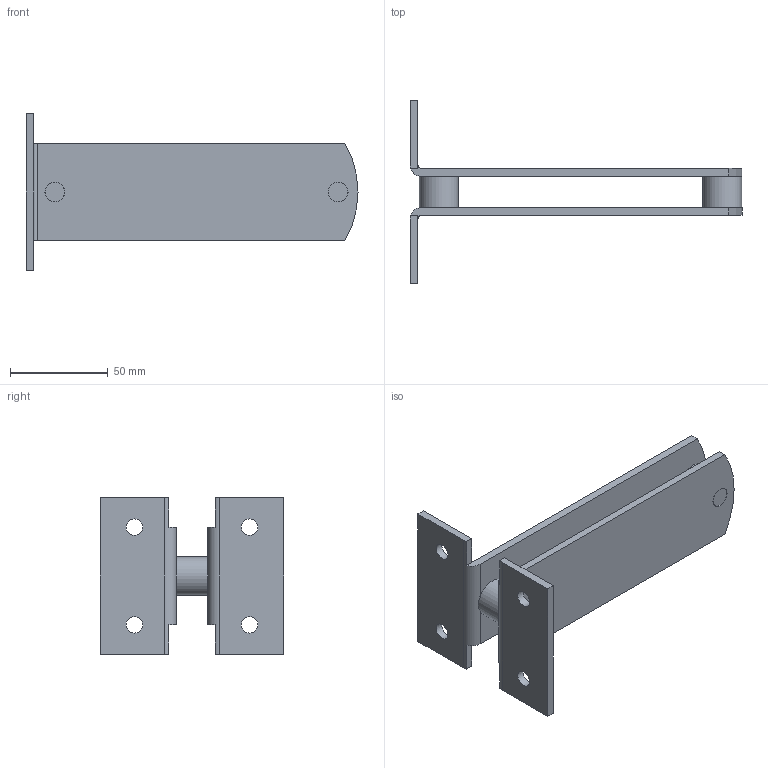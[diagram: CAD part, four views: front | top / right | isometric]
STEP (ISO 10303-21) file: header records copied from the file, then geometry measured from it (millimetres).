
FILE_DESCRIPTION(/* description */ (''),/* implementation_level */ '2;1');
FILE_NAME(/* name */ '6261.stp',/* time_stamp */ '2022-05-19T13:21:35+02:00',/* author */ ('Giuliano'),/* organization */ (''),/* preprocessor_version */ 'ST-DEVELOPER v18.1',/* originating_system */ 'Autodesk Inventor 2021',/* authorisation */ '');
FILE_SCHEMA (('AUTOMOTIVE_DESIGN { 1 0 10303 214 3 1 1 }'));
Length unit declared in the file: millimetre
Products named in the file (1): Pièce1
Bounding box: 170 x 94 x 80 mm (x, y, z)
Volume: 97901.3 mm3; surface area: 52445.9 mm2
Topology: 4 solids, 4 shells, 50 faces, 114 edges, 76 vertices
Faces by surface type: plane 30, cylinder 20
Full cylindrical faces by diameter (mm): 8.5 x4, 9.9 x4, 10.2 x4, 20 x2
Entity records: 1492 total; most frequent: DIRECTION 260, CARTESIAN_POINT 241, ORIENTED_EDGE 228, EDGE_CURVE 114, AXIS2_PLACEMENT_3D 95, VERTEX_POINT 76, EDGE_LOOP 70, LINE 70
